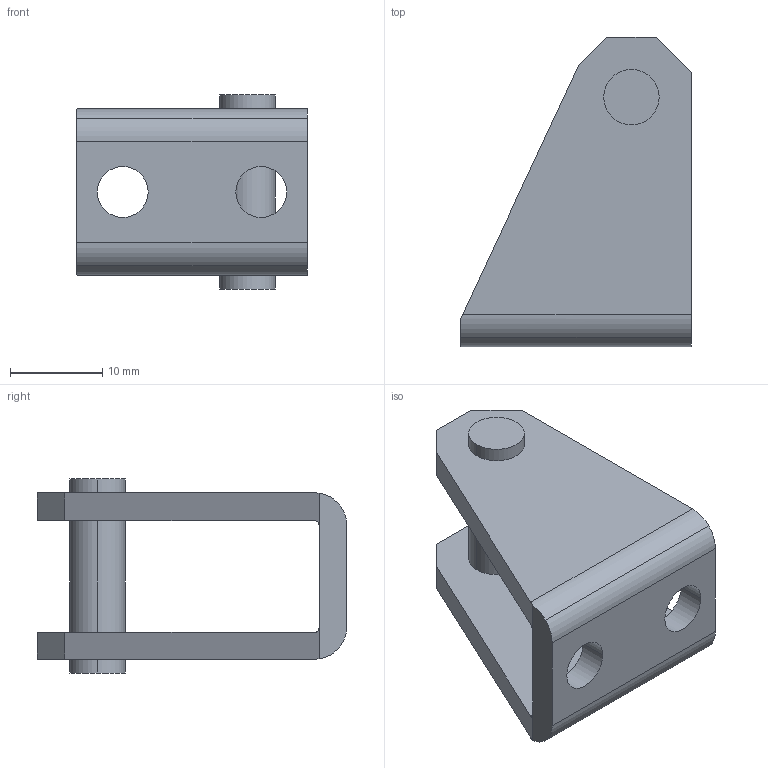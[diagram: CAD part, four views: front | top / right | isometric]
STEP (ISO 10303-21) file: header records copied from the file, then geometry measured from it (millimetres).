
FILE_DESCRIPTION((''),'2;1');
FILE_NAME('1200_12_03.stp','2003-04-08T08:44:20',('maffial1'),(''),'Autodesk Inventor (R) 6.0','Autodesk Inventor (R) 6.0','');
FILE_SCHEMA(('AUTOMOTIVE_DESIGN { 1 0 10303 214 1 1 1 1 }'));
Length unit declared in the file: millimetre
Products named in the file (1): 1200_12_03
Bounding box: 25 x 33.5 x 21 mm (x, y, z)
Volume: 4668.1 mm3; surface area: 3720.1 mm2
Topology: 1 solids, 1 shells, 36 faces, 94 edges, 62 vertices
Faces by surface type: plane 18, cylinder 14, bspline 4
Entity records: 1207 total; most frequent: CARTESIAN_POINT 261, DIRECTION 198, ORIENTED_EDGE 188, EDGE_CURVE 94, AXIS2_PLACEMENT_3D 71, VERTEX_POINT 62, VECTOR 56, LINE 56
